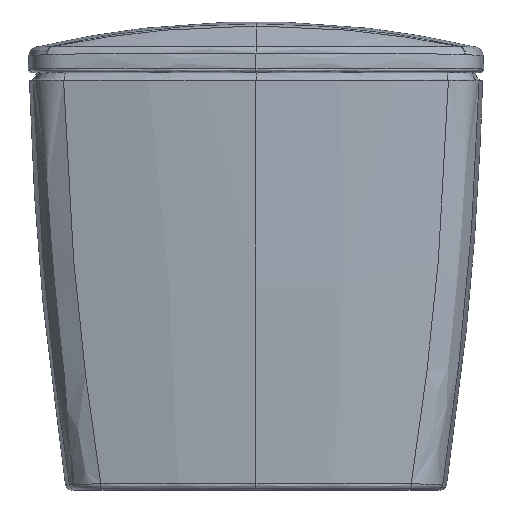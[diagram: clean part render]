
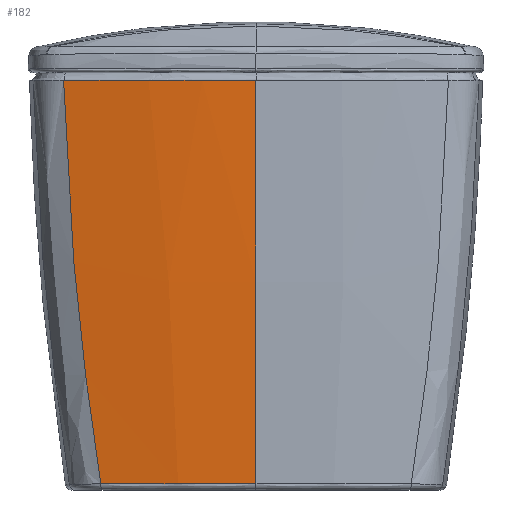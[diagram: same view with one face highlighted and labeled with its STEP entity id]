
A CAD part, front view. The second image highlights one B-rep face of the part: STEP entity #182.
In plain terms, the highlighted free-form (B-spline) face has degree [2, 3] with [3, 5] control points.
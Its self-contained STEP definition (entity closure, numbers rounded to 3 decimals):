
#182=ADVANCED_FACE('',(#508),#386,.T.);
#386=(
BOUNDED_SURFACE()
B_SPLINE_SURFACE(2,3,((#3620,#3621,#3622,#3623,#3624),(#3625,#3626,#3627,
#3628,#3629),(#3630,#3631,#3632,#3633,#3634)),.UNSPECIFIED.,.F.,.F.,.F.)
B_SPLINE_SURFACE_WITH_KNOTS((3,3),(4,1,4),(0.,1.),(0.,0.477,
1.),.UNSPECIFIED.)
GEOMETRIC_REPRESENTATION_ITEM()
RATIONAL_B_SPLINE_SURFACE(((0.5,0.5,0.5,
0.5,0.5),(0.5,0.5,
0.5,0.5,0.5),(0.5,
0.5,0.5,0.5,0.5)))
REPRESENTATION_ITEM('')
SURFACE()
);
#508=FACE_OUTER_BOUND('',#708,.T.);
#708=EDGE_LOOP('',(#1253,#1254,#1255,#1256));
#927=B_SPLINE_CURVE_WITH_KNOTS('',3,(#3567,#3568,#3569,#3570,#3571,#3572,
#3573,#3574,#3575,#3576,#3577,#3578,#3579,#3580,#3581,#3582,#3583),
 .UNSPECIFIED.,.F.,.F.,(4,2,2,2,1,1,1,2,2,4),(0.,0.25,0.375,
0.437,0.469,0.484,0.492,
0.496,0.5,1.),.UNSPECIFIED.);
#1253=ORIENTED_EDGE('',*,*,#2414,.F.);
#1254=ORIENTED_EDGE('',*,*,#2413,.T.);
#1255=ORIENTED_EDGE('',*,*,#2415,.F.);
#1256=ORIENTED_EDGE('',*,*,#2416,.T.);
#2153=VERTEX_POINT('',#3559);
#2154=VERTEX_POINT('',#3566);
#2155=VERTEX_POINT('',#3611);
#2156=VERTEX_POINT('',#3616);
#2413=EDGE_CURVE('',#2153,#2154,#927,.T.);
#2414=EDGE_CURVE('',#2153,#2155,#2859,.T.);
#2415=EDGE_CURVE('',#2156,#2154,#2860,.T.);
#2416=EDGE_CURVE('',#2156,#2155,#2861,.T.);
#2859=(
BOUNDED_CURVE()
B_SPLINE_CURVE(2,(#3608,#3609,#3610),.UNSPECIFIED.,.F.,.F.)
B_SPLINE_CURVE_WITH_KNOTS((3,3),(0.,1.),.UNSPECIFIED.)
CURVE()
GEOMETRIC_REPRESENTATION_ITEM()
RATIONAL_B_SPLINE_CURVE((1.,0.995,1.))
REPRESENTATION_ITEM('')
);
#2860=(
BOUNDED_CURVE()
B_SPLINE_CURVE(3,(#3612,#3613,#3614,#3615),.UNSPECIFIED.,.F.,.F.)
B_SPLINE_CURVE_WITH_KNOTS((4,4),(0.,1.),.UNSPECIFIED.)
CURVE()
GEOMETRIC_REPRESENTATION_ITEM()
RATIONAL_B_SPLINE_CURVE((1.,1.,1.,1.))
REPRESENTATION_ITEM('')
);
#2861=(
BOUNDED_CURVE()
B_SPLINE_CURVE(2,(#3617,#3618,#3619),.UNSPECIFIED.,.F.,.F.)
B_SPLINE_CURVE_WITH_KNOTS((3,3),(0.,1.),.UNSPECIFIED.)
CURVE()
GEOMETRIC_REPRESENTATION_ITEM()
RATIONAL_B_SPLINE_CURVE((0.5,0.5,0.5))
REPRESENTATION_ITEM('')
);
#3559=CARTESIAN_POINT('',(-147.978,-70.293,315.));
#3566=CARTESIAN_POINT('',(-119.38,-68.465,4.793));
#3567=CARTESIAN_POINT('',(-147.975,-70.293,315.));
#3568=CARTESIAN_POINT('',(-147.235,-70.267,287.655));
#3569=CARTESIAN_POINT('',(-146.047,-70.206,261.018));
#3570=CARTESIAN_POINT('',(-143.698,-70.075,222.125));
#3571=CARTESIAN_POINT('',(-142.821,-70.024,209.337));
#3572=CARTESIAN_POINT('',(-141.374,-69.939,190.422));
#3573=CARTESIAN_POINT('',(-140.871,-69.909,184.161));
#3574=CARTESIAN_POINT('',(-140.084,-69.862,174.836));
#3575=CARTESIAN_POINT('',(-139.683,-69.838,170.191));
#3576=CARTESIAN_POINT('',(-139.202,-69.808,164.8));
#3577=CARTESIAN_POINT('',(-138.958,-69.794,162.112));
#3578=CARTESIAN_POINT('',(-138.853,-69.787,160.961));
#3579=CARTESIAN_POINT('',(-138.782,-69.783,160.194));
#3580=CARTESIAN_POINT('',(-138.751,-69.781,159.854));
#3581=CARTESIAN_POINT('',(-133.688,-69.472,104.937));
#3582=CARTESIAN_POINT('',(-127.058,-69.049,53.377));
#3583=CARTESIAN_POINT('',(-119.38,-68.465,4.793));
#3608=CARTESIAN_POINT('',(-147.982,-70.292,315.));
#3609=CARTESIAN_POINT('',(-74.808,-85.84,315.));
#3610=CARTESIAN_POINT('',(0.,-85.84,315.));
#3611=CARTESIAN_POINT('',(0.,-85.84,315.));
#3612=CARTESIAN_POINT('',(0.,-79.77,4.808));
#3613=CARTESIAN_POINT('',(-40.024,-79.77,4.808));
#3614=CARTESIAN_POINT('',(-80.062,-75.979,4.803));
#3615=CARTESIAN_POINT('',(-119.38,-68.465,4.793));
#3616=CARTESIAN_POINT('',(0.,-79.77,4.808));
#3617=CARTESIAN_POINT('',(0.,-79.77,4.808));
#3618=CARTESIAN_POINT('',(0.,-85.713,159.847));
#3619=CARTESIAN_POINT('',(0.,-85.84,315.));
#3620=CARTESIAN_POINT('',(0.,-79.697,2.925));
#3621=CARTESIAN_POINT('',(-19.934,-79.697,2.925));
#3622=CARTESIAN_POINT('',(-61.789,-77.716,2.925));
#3623=CARTESIAN_POINT('',(-103.256,-71.635,2.928));
#3624=CARTESIAN_POINT('',(-124.652,-67.354,2.93));
#3625=CARTESIAN_POINT('',(0.,-85.712,158.904));
#3626=CARTESIAN_POINT('',(-22.367,-85.712,158.904));
#3627=CARTESIAN_POINT('',(-69.344,-83.361,158.951));
#3628=CARTESIAN_POINT('',(-115.827,-76.111,159.093));
#3629=CARTESIAN_POINT('',(-139.771,-71.02,159.193));
#3630=CARTESIAN_POINT('',(0.,-85.84,315.));
#3631=CARTESIAN_POINT('',(-24.799,-85.84,315.));
#3632=CARTESIAN_POINT('',(-76.899,-83.118,315.));
#3633=CARTESIAN_POINT('',(-128.398,-74.693,315.));
#3634=CARTESIAN_POINT('',(-154.89,-68.788,315.));
